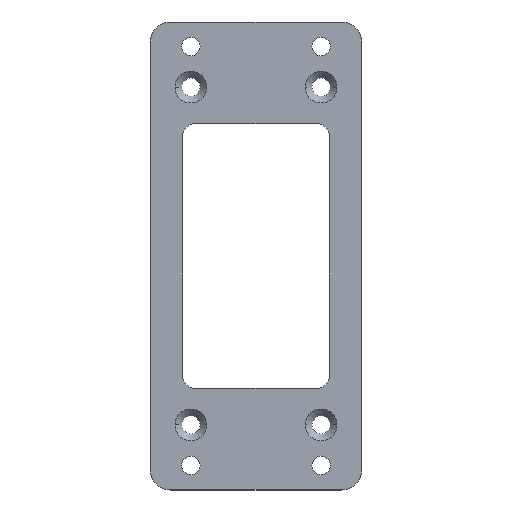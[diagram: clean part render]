
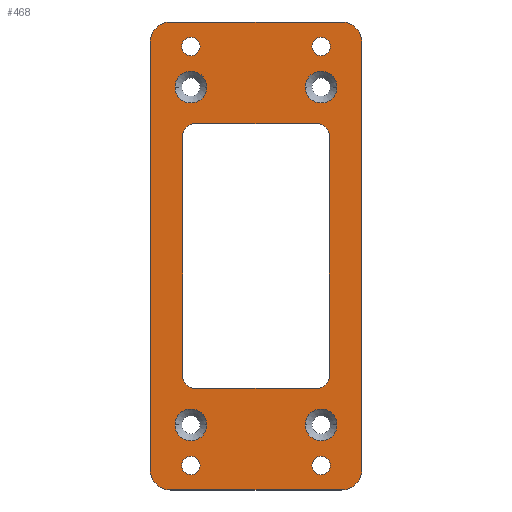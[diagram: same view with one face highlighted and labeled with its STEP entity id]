
A CAD part, top view. The second image highlights one B-rep face of the part: STEP entity #468.
In plain terms, the highlighted planar face has unit normal (0, 0, 1).
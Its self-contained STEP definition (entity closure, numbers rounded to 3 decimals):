
#43=CARTESIAN_POINT('',(-15.,90.,2.));
#44=VERTEX_POINT('',#43);
#51=CARTESIAN_POINT('',(-18.,87.,2.));
#52=VERTEX_POINT('',#51);
#53=CARTESIAN_POINT('',(-15.,87.,2.));
#54=DIRECTION('',(0.,0.,1.));
#55=DIRECTION('',(1.,0.,-0.));
#56=AXIS2_PLACEMENT_3D('',#53,#54,#55);
#57=CIRCLE('',#56,3.);
#58=EDGE_CURVE('',#44,#52,#57,.T.);
#82=CARTESIAN_POINT('',(15.,90.,2.));
#83=VERTEX_POINT('',#82);
#90=CARTESIAN_POINT('',(15.,90.,2.));
#91=DIRECTION('',(-1.,0.,0.));
#92=VECTOR('',#91,30.);
#93=LINE('',#90,#92);
#94=EDGE_CURVE('',#83,#44,#93,.T.);
#114=CARTESIAN_POINT('',(-18.,28.,2.));
#115=VERTEX_POINT('',#114);
#116=CARTESIAN_POINT('',(-18.,87.,2.));
#117=DIRECTION('',(0.,-1.,0.));
#118=VECTOR('',#117,59.);
#119=LINE('',#116,#118);
#120=EDGE_CURVE('',#52,#115,#119,.T.);
#146=CARTESIAN_POINT('',(-26.,5.,2.));
#147=VERTEX_POINT('',#146);
#154=CARTESIAN_POINT('',(-26.,110.,2.));
#155=VERTEX_POINT('',#154);
#156=CARTESIAN_POINT('',(-26.,110.,2.));
#157=DIRECTION('',(0.,-1.,0.));
#158=VECTOR('',#157,105.);
#159=LINE('',#156,#158);
#160=EDGE_CURVE('',#155,#147,#159,.T.);
#185=CARTESIAN_POINT('',(-21.,0.,2.));
#186=VERTEX_POINT('',#185);
#193=CARTESIAN_POINT('',(-21.,5.,2.));
#194=DIRECTION('',(0.,0.,1.));
#195=DIRECTION('',(1.,0.,-0.));
#196=AXIS2_PLACEMENT_3D('',#193,#194,#195);
#197=CIRCLE('',#196,5.);
#198=EDGE_CURVE('',#147,#186,#197,.T.);
#204=CARTESIAN_POINT('',(-21.,5.,2.));
#205=DIRECTION('',(0.,0.,1.));
#206=DIRECTION('',(1.,0.,0.));
#207=AXIS2_PLACEMENT_3D('',#204,#205,#206);
#208=PLANE('',#207);
#209=CARTESIAN_POINT('',(-19.9,16.,2.));
#210=VERTEX_POINT('',#209);
#211=CARTESIAN_POINT('',(-12.1,16.,2.));
#212=VERTEX_POINT('',#211);
#213=CARTESIAN_POINT('',(-16.,16.,2.));
#214=DIRECTION('',(0.,0.,1.));
#215=DIRECTION('',(1.,0.,-0.));
#216=AXIS2_PLACEMENT_3D('',#213,#214,#215);
#217=CIRCLE('',#216,3.9);
#218=EDGE_CURVE('',#210,#212,#217,.T.);
#219=ORIENTED_EDGE('',*,*,#218,.F.);
#220=CARTESIAN_POINT('',(-16.,16.,2.));
#221=DIRECTION('',(0.,0.,1.));
#222=DIRECTION('',(1.,0.,-0.));
#223=AXIS2_PLACEMENT_3D('',#220,#221,#222);
#224=CIRCLE('',#223,3.9);
#225=EDGE_CURVE('',#212,#210,#224,.T.);
#226=ORIENTED_EDGE('',*,*,#225,.F.);
#227=EDGE_LOOP('',(#219,#226));
#228=FACE_BOUND('',#227,.T.);
#229=CARTESIAN_POINT('',(12.1,16.,2.));
#230=VERTEX_POINT('',#229);
#231=CARTESIAN_POINT('',(19.9,16.,2.));
#232=VERTEX_POINT('',#231);
#233=CARTESIAN_POINT('',(16.,16.,2.));
#234=DIRECTION('',(0.,0.,1.));
#235=DIRECTION('',(1.,0.,-0.));
#236=AXIS2_PLACEMENT_3D('',#233,#234,#235);
#237=CIRCLE('',#236,3.9);
#238=EDGE_CURVE('',#230,#232,#237,.T.);
#239=ORIENTED_EDGE('',*,*,#238,.F.);
#240=CARTESIAN_POINT('',(16.,16.,2.));
#241=DIRECTION('',(0.,0.,1.));
#242=DIRECTION('',(1.,0.,-0.));
#243=AXIS2_PLACEMENT_3D('',#240,#241,#242);
#244=CIRCLE('',#243,3.9);
#245=EDGE_CURVE('',#232,#230,#244,.T.);
#246=ORIENTED_EDGE('',*,*,#245,.F.);
#247=EDGE_LOOP('',(#239,#246));
#248=FACE_BOUND('',#247,.T.);
#249=CARTESIAN_POINT('',(-19.9,99.,2.));
#250=VERTEX_POINT('',#249);
#251=CARTESIAN_POINT('',(-12.1,99.,2.));
#252=VERTEX_POINT('',#251);
#253=CARTESIAN_POINT('',(-16.,99.,2.));
#254=DIRECTION('',(0.,0.,1.));
#255=DIRECTION('',(1.,0.,-0.));
#256=AXIS2_PLACEMENT_3D('',#253,#254,#255);
#257=CIRCLE('',#256,3.9);
#258=EDGE_CURVE('',#250,#252,#257,.T.);
#259=ORIENTED_EDGE('',*,*,#258,.F.);
#260=CARTESIAN_POINT('',(-16.,99.,2.));
#261=DIRECTION('',(0.,0.,1.));
#262=DIRECTION('',(1.,0.,-0.));
#263=AXIS2_PLACEMENT_3D('',#260,#261,#262);
#264=CIRCLE('',#263,3.9);
#265=EDGE_CURVE('',#252,#250,#264,.T.);
#266=ORIENTED_EDGE('',*,*,#265,.F.);
#267=EDGE_LOOP('',(#259,#266));
#268=FACE_BOUND('',#267,.T.);
#269=CARTESIAN_POINT('',(12.1,99.,2.));
#270=VERTEX_POINT('',#269);
#271=CARTESIAN_POINT('',(19.9,99.,2.));
#272=VERTEX_POINT('',#271);
#273=CARTESIAN_POINT('',(16.,99.,2.));
#274=DIRECTION('',(0.,0.,1.));
#275=DIRECTION('',(1.,0.,-0.));
#276=AXIS2_PLACEMENT_3D('',#273,#274,#275);
#277=CIRCLE('',#276,3.9);
#278=EDGE_CURVE('',#270,#272,#277,.T.);
#279=ORIENTED_EDGE('',*,*,#278,.F.);
#280=CARTESIAN_POINT('',(16.,99.,2.));
#281=DIRECTION('',(0.,0.,1.));
#282=DIRECTION('',(1.,0.,-0.));
#283=AXIS2_PLACEMENT_3D('',#280,#281,#282);
#284=CIRCLE('',#283,3.9);
#285=EDGE_CURVE('',#272,#270,#284,.T.);
#286=ORIENTED_EDGE('',*,*,#285,.F.);
#287=EDGE_LOOP('',(#279,#286));
#288=FACE_BOUND('',#287,.T.);
#289=CARTESIAN_POINT('',(-18.25,109.,2.));
#290=VERTEX_POINT('',#289);
#291=CARTESIAN_POINT('',(-13.75,109.,2.));
#292=VERTEX_POINT('',#291);
#293=CARTESIAN_POINT('',(-16.,109.,2.));
#294=DIRECTION('',(0.,0.,1.));
#295=DIRECTION('',(1.,0.,-0.));
#296=AXIS2_PLACEMENT_3D('',#293,#294,#295);
#297=CIRCLE('',#296,2.25);
#298=EDGE_CURVE('',#290,#292,#297,.T.);
#299=ORIENTED_EDGE('',*,*,#298,.F.);
#300=CARTESIAN_POINT('',(-16.,109.,2.));
#301=DIRECTION('',(0.,0.,1.));
#302=DIRECTION('',(1.,0.,-0.));
#303=AXIS2_PLACEMENT_3D('',#300,#301,#302);
#304=CIRCLE('',#303,2.25);
#305=EDGE_CURVE('',#292,#290,#304,.T.);
#306=ORIENTED_EDGE('',*,*,#305,.F.);
#307=EDGE_LOOP('',(#299,#306));
#308=FACE_BOUND('',#307,.T.);
#309=CARTESIAN_POINT('',(-18.25,6.,2.));
#310=VERTEX_POINT('',#309);
#311=CARTESIAN_POINT('',(-13.75,6.,2.));
#312=VERTEX_POINT('',#311);
#313=CARTESIAN_POINT('',(-16.,6.,2.));
#314=DIRECTION('',(0.,0.,1.));
#315=DIRECTION('',(1.,0.,-0.));
#316=AXIS2_PLACEMENT_3D('',#313,#314,#315);
#317=CIRCLE('',#316,2.25);
#318=EDGE_CURVE('',#310,#312,#317,.T.);
#319=ORIENTED_EDGE('',*,*,#318,.F.);
#320=CARTESIAN_POINT('',(-16.,6.,2.));
#321=DIRECTION('',(0.,0.,1.));
#322=DIRECTION('',(1.,0.,-0.));
#323=AXIS2_PLACEMENT_3D('',#320,#321,#322);
#324=CIRCLE('',#323,2.25);
#325=EDGE_CURVE('',#312,#310,#324,.T.);
#326=ORIENTED_EDGE('',*,*,#325,.F.);
#327=EDGE_LOOP('',(#319,#326));
#328=FACE_BOUND('',#327,.T.);
#329=ORIENTED_EDGE('',*,*,#120,.F.);
#330=ORIENTED_EDGE('',*,*,#58,.F.);
#331=ORIENTED_EDGE('',*,*,#94,.F.);
#332=CARTESIAN_POINT('',(18.,87.,2.));
#333=VERTEX_POINT('',#332);
#334=CARTESIAN_POINT('',(15.,87.,2.));
#335=DIRECTION('',(0.,0.,1.));
#336=DIRECTION('',(1.,0.,-0.));
#337=AXIS2_PLACEMENT_3D('',#334,#335,#336);
#338=CIRCLE('',#337,3.);
#339=EDGE_CURVE('',#333,#83,#338,.T.);
#340=ORIENTED_EDGE('',*,*,#339,.F.);
#341=CARTESIAN_POINT('',(18.,28.,2.));
#342=VERTEX_POINT('',#341);
#343=CARTESIAN_POINT('',(18.,28.,2.));
#344=DIRECTION('',(0.,1.,0.));
#345=VECTOR('',#344,59.);
#346=LINE('',#343,#345);
#347=EDGE_CURVE('',#342,#333,#346,.T.);
#348=ORIENTED_EDGE('',*,*,#347,.F.);
#349=CARTESIAN_POINT('',(15.,25.,2.));
#350=VERTEX_POINT('',#349);
#351=CARTESIAN_POINT('',(15.,28.,2.));
#352=DIRECTION('',(0.,0.,1.));
#353=DIRECTION('',(1.,0.,-0.));
#354=AXIS2_PLACEMENT_3D('',#351,#352,#353);
#355=CIRCLE('',#354,3.);
#356=EDGE_CURVE('',#350,#342,#355,.T.);
#357=ORIENTED_EDGE('',*,*,#356,.F.);
#358=CARTESIAN_POINT('',(-15.,25.,2.));
#359=VERTEX_POINT('',#358);
#360=CARTESIAN_POINT('',(-15.,25.,2.));
#361=DIRECTION('',(1.,0.,-0.));
#362=VECTOR('',#361,30.);
#363=LINE('',#360,#362);
#364=EDGE_CURVE('',#359,#350,#363,.T.);
#365=ORIENTED_EDGE('',*,*,#364,.F.);
#366=CARTESIAN_POINT('',(-15.,28.,2.));
#367=DIRECTION('',(0.,0.,1.));
#368=DIRECTION('',(1.,0.,-0.));
#369=AXIS2_PLACEMENT_3D('',#366,#367,#368);
#370=CIRCLE('',#369,3.);
#371=EDGE_CURVE('',#115,#359,#370,.T.);
#372=ORIENTED_EDGE('',*,*,#371,.F.);
#373=EDGE_LOOP('',(#329,#330,#331,#340,#348,#357,#365,#372));
#374=FACE_BOUND('',#373,.T.);
#375=CARTESIAN_POINT('',(13.75,109.,2.));
#376=VERTEX_POINT('',#375);
#377=CARTESIAN_POINT('',(18.25,109.,2.));
#378=VERTEX_POINT('',#377);
#379=CARTESIAN_POINT('',(16.,109.,2.));
#380=DIRECTION('',(0.,0.,1.));
#381=DIRECTION('',(1.,0.,-0.));
#382=AXIS2_PLACEMENT_3D('',#379,#380,#381);
#383=CIRCLE('',#382,2.25);
#384=EDGE_CURVE('',#376,#378,#383,.T.);
#385=ORIENTED_EDGE('',*,*,#384,.F.);
#386=CARTESIAN_POINT('',(16.,109.,2.));
#387=DIRECTION('',(0.,0.,1.));
#388=DIRECTION('',(1.,0.,-0.));
#389=AXIS2_PLACEMENT_3D('',#386,#387,#388);
#390=CIRCLE('',#389,2.25);
#391=EDGE_CURVE('',#378,#376,#390,.T.);
#392=ORIENTED_EDGE('',*,*,#391,.F.);
#393=EDGE_LOOP('',(#385,#392));
#394=FACE_BOUND('',#393,.T.);
#395=CARTESIAN_POINT('',(13.75,6.,2.));
#396=VERTEX_POINT('',#395);
#397=CARTESIAN_POINT('',(18.25,6.,2.));
#398=VERTEX_POINT('',#397);
#399=CARTESIAN_POINT('',(16.,6.,2.));
#400=DIRECTION('',(0.,0.,1.));
#401=DIRECTION('',(1.,0.,-0.));
#402=AXIS2_PLACEMENT_3D('',#399,#400,#401);
#403=CIRCLE('',#402,2.25);
#404=EDGE_CURVE('',#396,#398,#403,.T.);
#405=ORIENTED_EDGE('',*,*,#404,.F.);
#406=CARTESIAN_POINT('',(16.,6.,2.));
#407=DIRECTION('',(0.,0.,1.));
#408=DIRECTION('',(1.,0.,-0.));
#409=AXIS2_PLACEMENT_3D('',#406,#407,#408);
#410=CIRCLE('',#409,2.25);
#411=EDGE_CURVE('',#398,#396,#410,.T.);
#412=ORIENTED_EDGE('',*,*,#411,.F.);
#413=EDGE_LOOP('',(#405,#412));
#414=FACE_BOUND('',#413,.T.);
#415=ORIENTED_EDGE('',*,*,#160,.T.);
#416=ORIENTED_EDGE('',*,*,#198,.T.);
#417=CARTESIAN_POINT('',(21.,-0.,2.));
#418=VERTEX_POINT('',#417);
#419=CARTESIAN_POINT('',(-21.,0.,2.));
#420=DIRECTION('',(1.,-0.,0.));
#421=VECTOR('',#420,42.);
#422=LINE('',#419,#421);
#423=EDGE_CURVE('',#186,#418,#422,.T.);
#424=ORIENTED_EDGE('',*,*,#423,.T.);
#425=CARTESIAN_POINT('',(26.,5.,2.));
#426=VERTEX_POINT('',#425);
#427=CARTESIAN_POINT('',(21.,5.,2.));
#428=DIRECTION('',(0.,0.,1.));
#429=DIRECTION('',(1.,0.,-0.));
#430=AXIS2_PLACEMENT_3D('',#427,#428,#429);
#431=CIRCLE('',#430,5.);
#432=EDGE_CURVE('',#418,#426,#431,.T.);
#433=ORIENTED_EDGE('',*,*,#432,.T.);
#434=CARTESIAN_POINT('',(26.,110.,2.));
#435=VERTEX_POINT('',#434);
#436=CARTESIAN_POINT('',(26.,5.,2.));
#437=DIRECTION('',(0.,1.,0.));
#438=VECTOR('',#437,105.);
#439=LINE('',#436,#438);
#440=EDGE_CURVE('',#426,#435,#439,.T.);
#441=ORIENTED_EDGE('',*,*,#440,.T.);
#442=CARTESIAN_POINT('',(21.,115.,2.));
#443=VERTEX_POINT('',#442);
#444=CARTESIAN_POINT('',(21.,110.,2.));
#445=DIRECTION('',(0.,0.,1.));
#446=DIRECTION('',(1.,0.,-0.));
#447=AXIS2_PLACEMENT_3D('',#444,#445,#446);
#448=CIRCLE('',#447,5.);
#449=EDGE_CURVE('',#435,#443,#448,.T.);
#450=ORIENTED_EDGE('',*,*,#449,.T.);
#451=CARTESIAN_POINT('',(-21.,115.,2.));
#452=VERTEX_POINT('',#451);
#453=CARTESIAN_POINT('',(21.,115.,2.));
#454=DIRECTION('',(-1.,0.,0.));
#455=VECTOR('',#454,42.);
#456=LINE('',#453,#455);
#457=EDGE_CURVE('',#443,#452,#456,.T.);
#458=ORIENTED_EDGE('',*,*,#457,.T.);
#459=CARTESIAN_POINT('',(-21.,110.,2.));
#460=DIRECTION('',(0.,0.,1.));
#461=DIRECTION('',(1.,0.,-0.));
#462=AXIS2_PLACEMENT_3D('',#459,#460,#461);
#463=CIRCLE('',#462,5.);
#464=EDGE_CURVE('',#452,#155,#463,.T.);
#465=ORIENTED_EDGE('',*,*,#464,.T.);
#466=EDGE_LOOP('',(#415,#416,#424,#433,#441,#450,#458,#465));
#467=FACE_BOUND('',#466,.T.);
#468=ADVANCED_FACE('',(#228,#248,#268,#288,#308,#328,#374,#394,#414,#467),#208,.T.);
